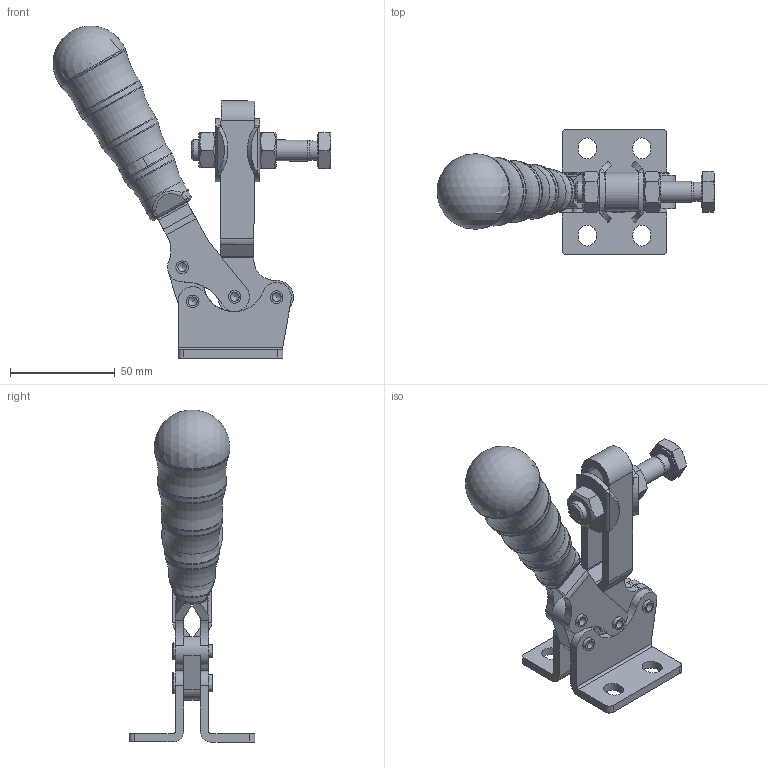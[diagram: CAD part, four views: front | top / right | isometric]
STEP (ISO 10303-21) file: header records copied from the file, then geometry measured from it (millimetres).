
FILE_DESCRIPTION(/* description */ ('','CAx-IF Rec.Pracs.---Representation and Presentation of Product Manufacturing Information (PMI)---4.0---2014-10-13'),/* implementation_level */ '2;1');
FILE_NAME(/* name */ '124.0-OPENED.stp',/* time_stamp */ '2025-12-05T10:37:55+01:00',/* author */ ('dusan.cotek'),/* organization */ (''),/* preprocessor_version */ 'ST-DEVELOPER v20',/* originating_system */ 'Autodesk Inventor 2025',/* authorisation */ '');
FILE_SCHEMA (('AP242_MANAGED_MODEL_BASED_3D_ENGINEERING_MIM_LF { 1 0 10303 442 1 1 4 }'));
Length unit declared in the file: millimetre
Products named in the file (7): Sestava24; 124.0-OPENED; 124.0-opened_1; 124.0-02E1; 800 115-E1; DIN 933 - M10  x 60; DIN 934 - M10
Assembly tree (8 placements, depth 3):
  Sestava24
    124.0-OPENED
      124.0-opened_1
      124.0-02E1
      800 115-E1  x2
      DIN 933 - M10  x 60
      DIN 934 - M10  x2
Bounding box: 132.36 x 60 x 158.21 mm (x, y, z)
Volume: 119660 mm3; surface area: 49488 mm2
Topology: 7 solids, 9 shells, 621 faces, 1612 edges, 945 vertices
Faces by surface type: plane 290, cone 166, cylinder 115, bspline 22, torus 19, sphere 9
Full cylindrical faces by diameter (mm): 4.2 x4, 6 x6, 6.04 x2, 8 x4, 8.1 x6, 8.376 x2, 9.188 x1, 10 x1, 11 x2, 15.4 x1
Entity records: 23617 total; most frequent: CARTESIAN_POINT 8914, DIRECTION 3130, ORIENTED_EDGE 3066, EDGE_CURVE 1533, AXIS2_PLACEMENT_3D 1272, VERTEX_POINT 900, EDGE_LOOP 702, CIRCLE 612
